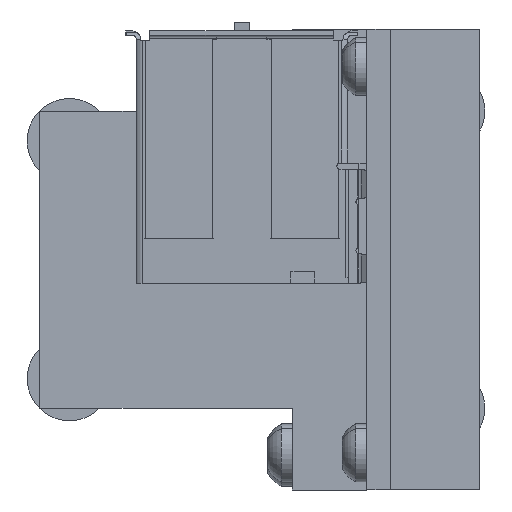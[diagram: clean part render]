
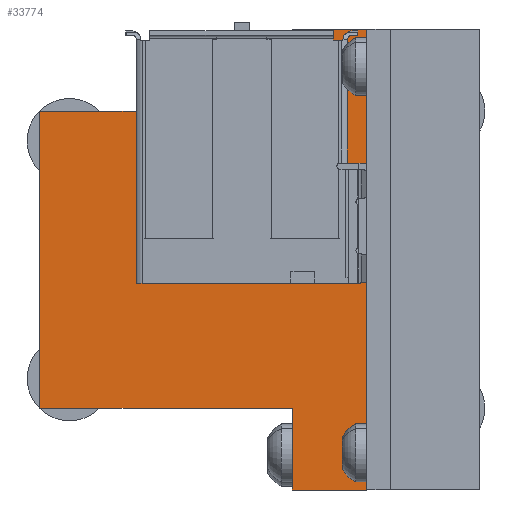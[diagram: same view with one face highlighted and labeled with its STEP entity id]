
A CAD part, left-side view. The second image highlights one B-rep face of the part: STEP entity #33774.
In plain terms, the highlighted planar face has unit normal (-1, 0, 0).
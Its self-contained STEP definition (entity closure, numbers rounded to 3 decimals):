
#2687 = AXIS2_PLACEMENT_3D ( 'NONE', #43816, #43447, #26375 ) ;
#2841 = CARTESIAN_POINT ( 'NONE',  ( 5.1, -1.702, -12.194 ) ) ;
#3380 = VECTOR ( 'NONE', #55340, 1000. ) ;
#4502 = VERTEX_POINT ( 'NONE', #13342 ) ;
#4856 = CARTESIAN_POINT ( 'NONE',  ( 5.1, 20.298, -6.694 ) ) ;
#5530 = FACE_OUTER_BOUND ( 'NONE', #27446, .T. ) ;
#7202 = LINE ( 'NONE', #15245, #19025 ) ;
#7966 = EDGE_CURVE ( 'NONE', #16564, #33857, #41045, .T. ) ;
#8369 = DIRECTION ( 'NONE',  ( 0., 1., 0. ) ) ;
#12830 = PLANE ( 'NONE',  #2687 ) ;
#13342 = CARTESIAN_POINT ( 'NONE',  ( 5.1, 3.298, 18.806 ) ) ;
#15245 = CARTESIAN_POINT ( 'NONE',  ( 5.1, 20.298, -12.194 ) ) ;
#15250 = VECTOR ( 'NONE', #31212, 1000. ) ;
#15945 = CARTESIAN_POINT ( 'NONE',  ( 5.1, 3.298, 13.306 ) ) ;
#16085 = VECTOR ( 'NONE', #20494, 1000. ) ;
#16564 = VERTEX_POINT ( 'NONE', #36806 ) ;
#16921 = VERTEX_POINT ( 'NONE', #22124 ) ;
#16978 = EDGE_CURVE ( 'NONE', #30285, #4502, #35368, .T. ) ;
#17871 = ORIENTED_EDGE ( 'NONE', *, *, #7966, .F. ) ;
#17923 = CARTESIAN_POINT ( 'NONE',  ( 5.1, 20.298, 13.306 ) ) ;
#19025 = VECTOR ( 'NONE', #36572, 1000. ) ;
#20494 = DIRECTION ( 'NONE',  ( 0., 1., 0. ) ) ;
#22109 = CARTESIAN_POINT ( 'NONE',  ( 5.1, 3.298, 13.306 ) ) ;
#22124 = CARTESIAN_POINT ( 'NONE',  ( 5.1, 3.298, -6.694 ) ) ;
#24166 = CARTESIAN_POINT ( 'NONE',  ( 5.1, -1.702, -12.194 ) ) ;
#24857 = ORIENTED_EDGE ( 'NONE', *, *, #50514, .F. ) ;
#26375 = DIRECTION ( 'NONE',  ( 0., 0., 1. ) ) ;
#27375 = CARTESIAN_POINT ( 'NONE',  ( 5.1, 3.298, -12.194 ) ) ;
#27384 = EDGE_CURVE ( 'NONE', #33857, #16921, #54598, .T. ) ;
#27446 = EDGE_LOOP ( 'NONE', ( #41517, #30013, #31979, #17871, #24857, #39630, #54087, #47873 ) ) ;
#30013 = ORIENTED_EDGE ( 'NONE', *, *, #37009, .F. ) ;
#30285 = VERTEX_POINT ( 'NONE', #33736 ) ;
#30637 = CARTESIAN_POINT ( 'NONE',  ( 5.1, -1.702, 18.806 ) ) ;
#31212 = DIRECTION ( 'NONE',  ( 0., 1., 0. ) ) ;
#31979 = ORIENTED_EDGE ( 'NONE', *, *, #27384, .F. ) ;
#33494 = EDGE_CURVE ( 'NONE', #35559, #4502, #47884, .T. ) ;
#33659 = VECTOR ( 'NONE', #8369, 1000. ) ;
#33662 = EDGE_CURVE ( 'NONE', #35559, #36559, #42980, .T. ) ;
#33736 = CARTESIAN_POINT ( 'NONE',  ( 5.1, -1.702, 18.806 ) ) ;
#33774 = ADVANCED_FACE ( 'NONE', ( #5530 ), #12830, .F. ) ;
#33857 = VERTEX_POINT ( 'NONE', #49010 ) ;
#34585 = EDGE_CURVE ( 'NONE', #36559, #45323, #7202, .T. ) ;
#35368 = LINE ( 'NONE', #30637, #15250 ) ;
#35559 = VERTEX_POINT ( 'NONE', #22109 ) ;
#36559 = VERTEX_POINT ( 'NONE', #17923 ) ;
#36572 = DIRECTION ( 'NONE',  ( 0., 0., -1. ) ) ;
#36806 = CARTESIAN_POINT ( 'NONE',  ( 5.1, -1.702, -12.194 ) ) ;
#37009 = EDGE_CURVE ( 'NONE', #16921, #45323, #49611, .T. ) ;
#39378 = CARTESIAN_POINT ( 'NONE',  ( 5.1, 3.298, -6.694 ) ) ;
#39630 = ORIENTED_EDGE ( 'NONE', *, *, #16978, .T. ) ;
#40172 = LINE ( 'NONE', #24166, #3380 ) ;
#41045 = LINE ( 'NONE', #2841, #16085 ) ;
#41517 = ORIENTED_EDGE ( 'NONE', *, *, #34585, .T. ) ;
#42825 = VECTOR ( 'NONE', #54156, 1000. ) ;
#42980 = LINE ( 'NONE', #15945, #48520 ) ;
#43447 = DIRECTION ( 'NONE',  ( 1., 0., 0. ) ) ;
#43816 = CARTESIAN_POINT ( 'NONE',  ( 5.1, -1.702, -12.194 ) ) ;
#45323 = VERTEX_POINT ( 'NONE', #4856 ) ;
#46965 = DIRECTION ( 'NONE',  ( 0., 1., 0. ) ) ;
#47873 = ORIENTED_EDGE ( 'NONE', *, *, #33662, .T. ) ;
#47884 = LINE ( 'NONE', #55106, #56232 ) ;
#48520 = VECTOR ( 'NONE', #46965, 1000. ) ;
#49010 = CARTESIAN_POINT ( 'NONE',  ( 5.1, 3.298, -12.194 ) ) ;
#49611 = LINE ( 'NONE', #39378, #33659 ) ;
#50514 = EDGE_CURVE ( 'NONE', #30285, #16564, #40172, .T. ) ;
#54087 = ORIENTED_EDGE ( 'NONE', *, *, #33494, .F. ) ;
#54156 = DIRECTION ( 'NONE',  ( 0., 0., 1. ) ) ;
#54598 = LINE ( 'NONE', #27375, #42825 ) ;
#55106 = CARTESIAN_POINT ( 'NONE',  ( 5.1, 3.298, 18.806 ) ) ;
#55340 = DIRECTION ( 'NONE',  ( 0., 0., -1. ) ) ;
#55492 = DIRECTION ( 'NONE',  ( 0., 0., 1. ) ) ;
#56232 = VECTOR ( 'NONE', #55492, 1000. ) ;
